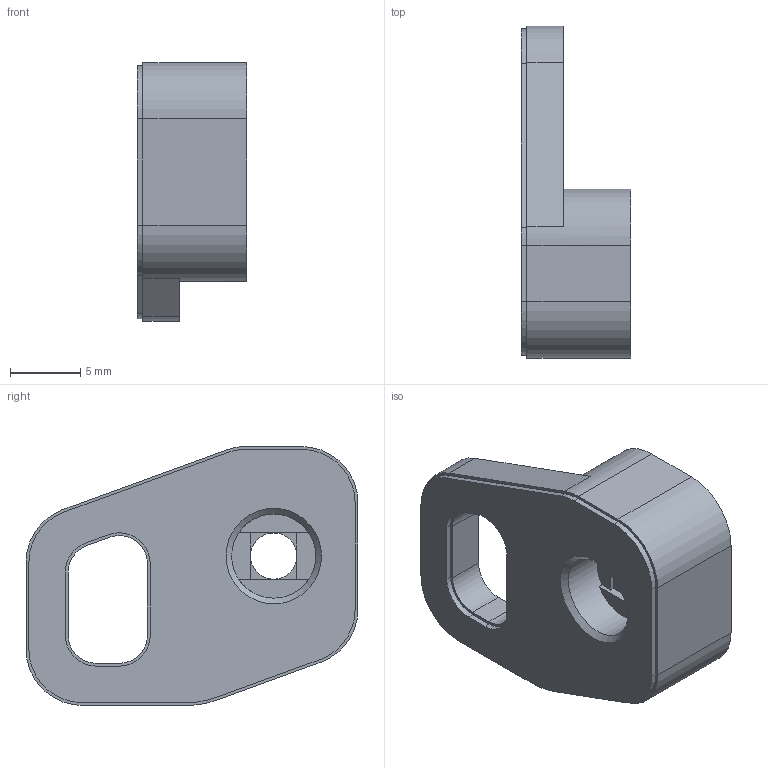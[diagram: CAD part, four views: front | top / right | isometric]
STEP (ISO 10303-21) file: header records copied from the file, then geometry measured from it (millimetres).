
FILE_DESCRIPTION(/* description */ (''),/* implementation_level */ '2;1');
FILE_NAME(/* name */ '28-magazine-release-button-textured.step',/* time_stamp */ '2022-04-06T21:24:51+01:00',/* author */ (''),/* organization */ (''),/* preprocessor_version */ 'ST-DEVELOPER v18.1',/* originating_system */ 'Autodesk Translation Framework v10.13.0.1454',/* authorisation */ '');
FILE_SCHEMA (('AUTOMOTIVE_DESIGN { 1 0 10303 214 3 1 1 }'));
Length unit declared in the file: millimetre
Products named in the file (1): 28-magazine-release-button-textured
Bounding box: 7.8 x 23.65 x 18.44 mm (x, y, z)
Volume: 1643.8 mm3; surface area: 1244.3 mm2
Topology: 1 solids, 1 shells, 63 faces, 171 edges, 112 vertices
Faces by surface type: plane 39, cylinder 23, cone 1
Full cylindrical faces by diameter (mm): 3.3 x1, 6 x1
Entity records: 2049 total; most frequent: DIRECTION 355, CARTESIAN_POINT 347, ORIENTED_EDGE 342, EDGE_CURVE 171, AXIS2_PLACEMENT_3D 120, LINE 115, VECTOR 115, VERTEX_POINT 112
